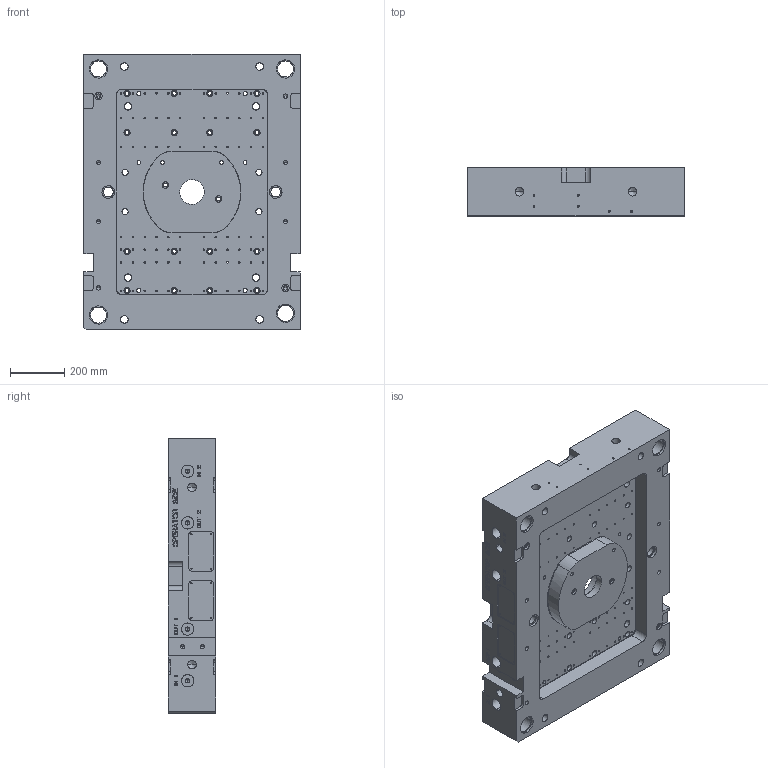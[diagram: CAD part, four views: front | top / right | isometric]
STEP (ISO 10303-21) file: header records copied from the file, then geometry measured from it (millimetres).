
FILE_DESCRIPTION(('FreeCAD Model'),'2;1');
FILE_NAME('Open CASCADE Shape Model','2025-04-29T12:36:06',('FreeCAD'),( 'FreeCAD'),'Open CASCADE STEP processor 7.6','FreeCAD','Unknown');
FILE_SCHEMA(('AUTOMOTIVE_DESIGN { 1 0 10303 214 1 1 1 1 }'));
Products named in the file (1): Open CASCADE STEP translator 7.6 1
Bounding box: 799.84 x 177.24 x 1017.98 mm (x, y, z)
Volume: 75689994.1 mm3; surface area: 3357614.4 mm2
Topology: 1 solids, 1 shells, 2395 faces, 6600 edges, 4316 vertices
Faces by surface type: bspline 2395
Entity records: 73580 total; most frequent: CARTESIAN_POINT 34529, ORIENTED_EDGE 13024, EDGE_CURVE 6512, B_SPLINE_CURVE_WITH_KNOTS 5354, VERTEX_POINT 4316, FACE_BOUND 2866, EDGE_LOOP 2866, ADVANCED_FACE 2395
